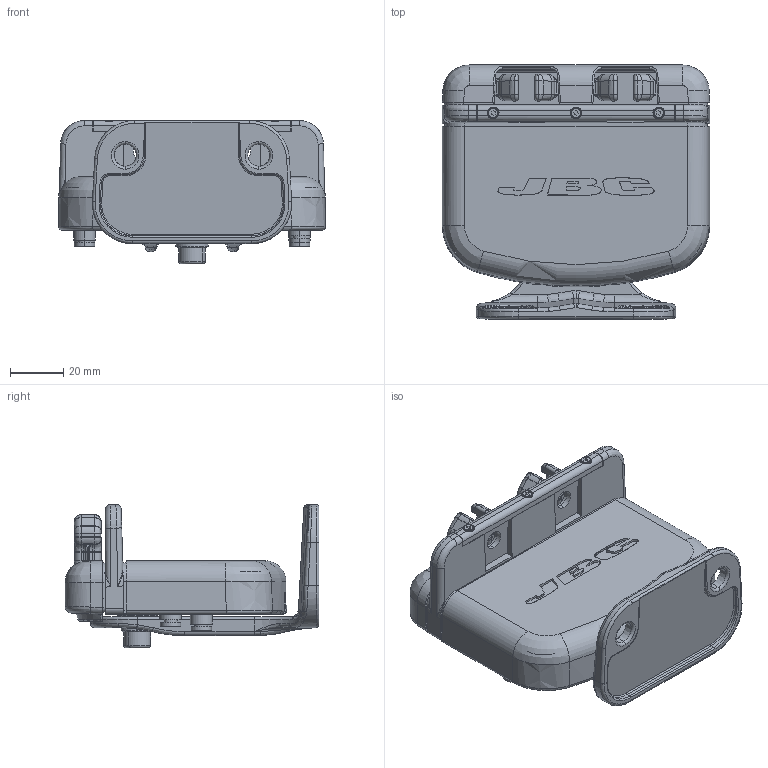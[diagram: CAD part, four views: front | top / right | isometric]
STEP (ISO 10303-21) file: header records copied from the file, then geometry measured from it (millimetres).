
FILE_DESCRIPTION (( 'STEP AP203' ), '1' );
FILE_NAME ('CS2R245-B.STEP', '2020-07-15T10:49:53', ( '' ), ( '' ), 'SwSTEP 2.0', 'SolidWorks 2019', '' );
FILE_SCHEMA (( 'CONFIG_CONTROL_DESIGN' ));
Length unit declared in the file: millimetre
Products named in the file (1): CS2R245-B
Bounding box: 99.93 x 95 x 53.8 mm (x, y, z)
Volume: 94947.1 mm3; surface area: 74482.5 mm2
Topology: 42 solids, 42 shells, 3218 faces, 8104 edges, 4999 vertices
Faces by surface type: plane 1349, bspline 696, cylinder 647, cone 421, torus 55, sphere 50
Entity records: 117116 total; most frequent: CARTESIAN_POINT 46134, ORIENTED_EDGE 16076, DIRECTION 12951, EDGE_CURVE 8038, VERTEX_POINT 4999, VECTOR 4429, LINE 4429, AXIS2_PLACEMENT_3D 4261
